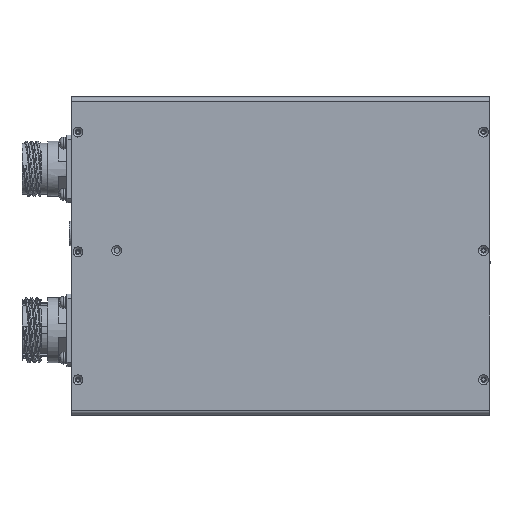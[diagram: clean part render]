
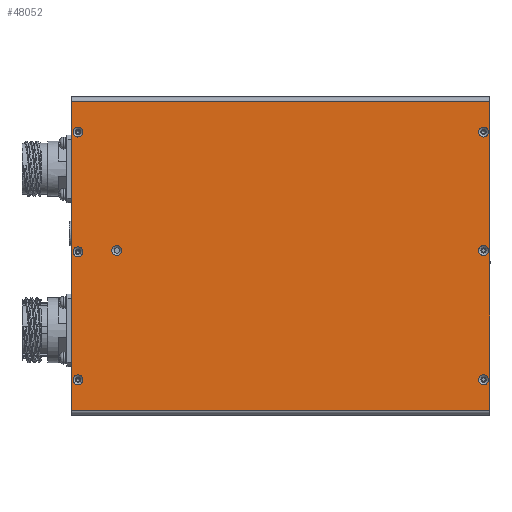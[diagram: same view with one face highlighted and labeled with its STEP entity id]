
A CAD part, top view. The second image highlights one B-rep face of the part: STEP entity #48052.
In plain terms, the highlighted planar face has unit normal (0, 0, 1).
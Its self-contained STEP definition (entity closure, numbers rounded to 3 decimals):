
#2093=CIRCLE('',#51161,2.3);
#2094=CIRCLE('',#51162,2.3);
#2095=CIRCLE('',#51163,2.3);
#2096=CIRCLE('',#51164,2.3);
#2097=CIRCLE('',#51165,2.3);
#2098=CIRCLE('',#51166,2.3);
#2099=CIRCLE('',#51167,2.3);
#4841=LINE('',#83684,#7560);
#4853=LINE('',#83722,#7572);
#4857=LINE('',#83748,#7576);
#4858=LINE('',#83749,#7577);
#7560=VECTOR('',#59917,1000.);
#7572=VECTOR('',#59943,1000.);
#7576=VECTOR('',#59967,1000.);
#7577=VECTOR('',#59968,1000.);
#16946=ORIENTED_EDGE('',*,*,#21799,.T.);
#16947=ORIENTED_EDGE('',*,*,#21800,.T.);
#16948=ORIENTED_EDGE('',*,*,#21801,.T.);
#16949=ORIENTED_EDGE('',*,*,#21802,.T.);
#16950=ORIENTED_EDGE('',*,*,#21803,.T.);
#16951=ORIENTED_EDGE('',*,*,#21804,.T.);
#16952=ORIENTED_EDGE('',*,*,#21805,.T.);
#16953=ORIENTED_EDGE('',*,*,#21793,.F.);
#16954=ORIENTED_EDGE('',*,*,#21806,.T.);
#16955=ORIENTED_EDGE('',*,*,#21775,.F.);
#16956=ORIENTED_EDGE('',*,*,#21807,.T.);
#21775=EDGE_CURVE('',#25176,#25177,#4841,.T.);
#21793=EDGE_CURVE('',#25194,#25195,#4853,.T.);
#21799=EDGE_CURVE('',#25200,#25200,#2093,.T.);
#21800=EDGE_CURVE('',#25201,#25201,#2094,.T.);
#21801=EDGE_CURVE('',#25202,#25202,#2095,.T.);
#21802=EDGE_CURVE('',#25203,#25203,#2096,.T.);
#21803=EDGE_CURVE('',#25204,#25204,#2097,.T.);
#21804=EDGE_CURVE('',#25205,#25205,#2098,.T.);
#21805=EDGE_CURVE('',#25206,#25206,#2099,.T.);
#21806=EDGE_CURVE('',#25194,#25177,#4857,.T.);
#21807=EDGE_CURVE('',#25176,#25195,#4858,.T.);
#25176=VERTEX_POINT('',#83685);
#25177=VERTEX_POINT('',#83686);
#25194=VERTEX_POINT('',#83721);
#25195=VERTEX_POINT('',#83723);
#25200=VERTEX_POINT('',#83735);
#25201=VERTEX_POINT('',#83737);
#25202=VERTEX_POINT('',#83739);
#25203=VERTEX_POINT('',#83741);
#25204=VERTEX_POINT('',#83743);
#25205=VERTEX_POINT('',#83745);
#25206=VERTEX_POINT('',#83747);
#28670=EDGE_LOOP('',(#16946));
#28671=EDGE_LOOP('',(#16947));
#28672=EDGE_LOOP('',(#16948));
#28673=EDGE_LOOP('',(#16949));
#28674=EDGE_LOOP('',(#16950));
#28675=EDGE_LOOP('',(#16951));
#28676=EDGE_LOOP('',(#16952));
#28677=EDGE_LOOP('',(#16953,#16954,#16955,#16956));
#31381=FACE_BOUND('',#28670,.T.);
#31382=FACE_BOUND('',#28671,.T.);
#31383=FACE_BOUND('',#28672,.T.);
#31384=FACE_BOUND('',#28673,.T.);
#31385=FACE_BOUND('',#28674,.T.);
#31386=FACE_BOUND('',#28675,.T.);
#31387=FACE_BOUND('',#28676,.T.);
#31388=FACE_BOUND('',#28677,.T.);
#32681=PLANE('',#51160);
#48052=ADVANCED_FACE('',(#31381,#31382,#31383,#31384,#31385,#31386,#31387,
#31388),#32681,.F.);
#51160=AXIS2_PLACEMENT_3D('',#83733,#59951,#59952);
#51161=AXIS2_PLACEMENT_3D('',#83734,#59953,#59954);
#51162=AXIS2_PLACEMENT_3D('',#83736,#59955,#59956);
#51163=AXIS2_PLACEMENT_3D('',#83738,#59957,#59958);
#51164=AXIS2_PLACEMENT_3D('',#83740,#59959,#59960);
#51165=AXIS2_PLACEMENT_3D('',#83742,#59961,#59962);
#51166=AXIS2_PLACEMENT_3D('',#83744,#59963,#59964);
#51167=AXIS2_PLACEMENT_3D('',#83746,#59965,#59966);
#59917=DIRECTION('',(0.,-1.,0.));
#59943=DIRECTION('',(0.,1.,0.));
#59951=DIRECTION('',(0.,0.,-1.));
#59952=DIRECTION('',(-1.,0.,0.));
#59953=DIRECTION('',(0.,0.,-1.));
#59954=DIRECTION('',(0.,1.,0.));
#59955=DIRECTION('',(0.,0.,-1.));
#59956=DIRECTION('',(0.,1.,0.));
#59957=DIRECTION('',(0.,0.,-1.));
#59958=DIRECTION('',(0.,1.,0.));
#59959=DIRECTION('',(0.,0.,-1.));
#59960=DIRECTION('',(0.,1.,0.));
#59961=DIRECTION('',(0.,0.,-1.));
#59962=DIRECTION('',(0.,1.,0.));
#59963=DIRECTION('',(0.,0.,-1.));
#59964=DIRECTION('',(0.,1.,0.));
#59965=DIRECTION('',(0.,0.,-1.));
#59966=DIRECTION('',(0.,1.,0.));
#59967=DIRECTION('',(1.,0.,0.));
#59968=DIRECTION('',(-1.,0.,0.));
#83684=CARTESIAN_POINT('',(87.6,73.592,40.7));
#83685=CARTESIAN_POINT('',(87.6,72.592,40.7));
#83686=CARTESIAN_POINT('',(87.6,-70.608,40.7));
#83721=CARTESIAN_POINT('',(-106.71,-70.608,40.7));
#83722=CARTESIAN_POINT('',(-106.71,-71.608,40.7));
#83723=CARTESIAN_POINT('',(-106.71,72.592,40.7));
#83733=CARTESIAN_POINT('',(87.6,73.592,40.7));
#83734=CARTESIAN_POINT('',(-85.71,3.504,40.7));
#83735=CARTESIAN_POINT('',(-85.71,5.804,40.7));
#83736=CARTESIAN_POINT('',(84.6,-56.508,40.7));
#83737=CARTESIAN_POINT('',(84.6,-54.208,40.7));
#83738=CARTESIAN_POINT('',(84.6,3.492,40.7));
#83739=CARTESIAN_POINT('',(84.6,5.792,40.7));
#83740=CARTESIAN_POINT('',(84.6,58.492,40.7));
#83741=CARTESIAN_POINT('',(84.6,60.792,40.7));
#83742=CARTESIAN_POINT('',(-103.71,58.492,40.7));
#83743=CARTESIAN_POINT('',(-103.71,60.792,40.7));
#83744=CARTESIAN_POINT('',(-103.71,2.909,40.7));
#83745=CARTESIAN_POINT('',(-103.71,5.209,40.7));
#83746=CARTESIAN_POINT('',(-103.71,-56.508,40.7));
#83747=CARTESIAN_POINT('',(-103.71,-54.208,40.7));
#83748=CARTESIAN_POINT('',(-106.71,-70.608,40.7));
#83749=CARTESIAN_POINT('',(87.6,72.592,40.7));
